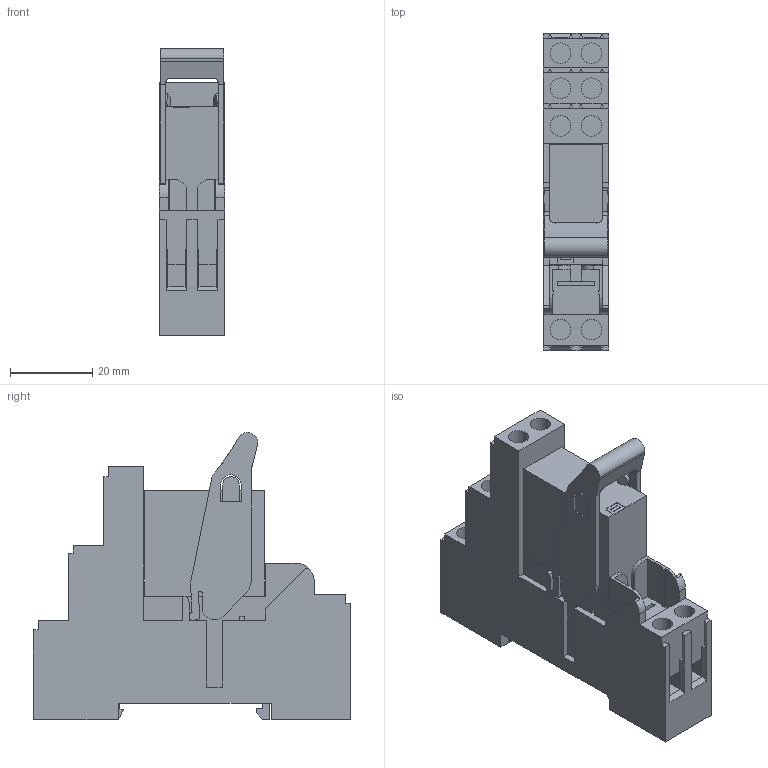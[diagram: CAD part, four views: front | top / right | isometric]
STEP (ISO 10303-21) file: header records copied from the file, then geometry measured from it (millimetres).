
FILE_DESCRIPTION(('CATIA V5R24 STEP','CAx-IF Rec.Pracs.--- Model Styling and Organization---1.2---2011-12-15'),'2;1');
FILE_NAME ('7205543_7', '2018-02-06T11:54:30+00:00', ('Weidmueller Interface'), ('Weidmueller'), 'CATIA Version 5-6 Release 2014 SP4', 'CATIA V5 STEP AP214', 'none');
FILE_SCHEMA(('AUTOMOTIVE_DESIGN { 1 0 10303 214 1 1 1 1 }'));
Length unit declared in the file: millimetre
Products named in the file (1): S3D_RCIKIT_XXXVAC_XCO_LD_LED
Bounding box: 15.8 x 77 x 69.74 mm (x, y, z)
Volume: 47115.9 mm3; surface area: 18903.1 mm2
Topology: 12 solids, 12 shells, 484 faces, 1377 edges, 936 vertices
Faces by surface type: plane 408, cylinder 76
Entity records: 15578 total; most frequent: CARTESIAN_POINT 3064, ORIENTED_EDGE 2754, DIRECTION 1990, EDGE_CURVE 1377, VECTOR 1185, LINE 1185, VERTEX_POINT 936, EDGE_LOOP 513
